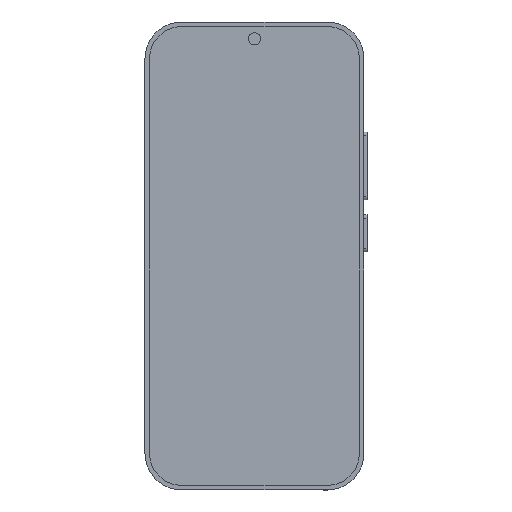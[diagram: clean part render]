
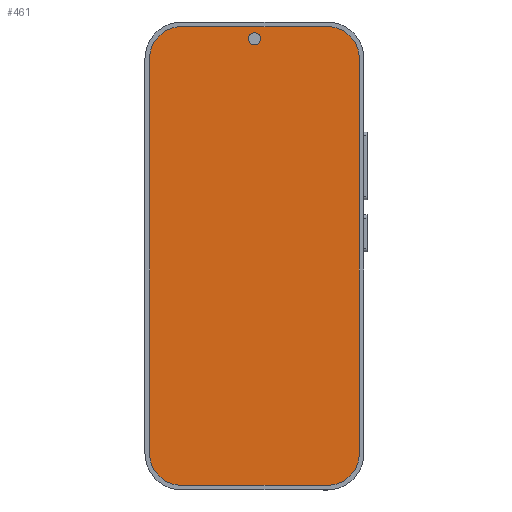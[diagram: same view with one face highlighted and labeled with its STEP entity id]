
A CAD part, top view. The second image highlights one B-rep face of the part: STEP entity #461.
In plain terms, the highlighted planar face has unit normal (0, 0, 1).
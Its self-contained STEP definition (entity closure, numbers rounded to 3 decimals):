
#36 = ORIENTED_EDGE ( 'NONE', *, *, #567, .T. ) ;
#67 = DIRECTION ( 'NONE',  ( 1., 0., 0. ) ) ;
#103 = VERTEX_POINT ( 'NONE', #654 ) ;
#131 = CARTESIAN_POINT ( 'NONE',  ( -23.75, -64.4, 0.01 ) ) ;
#176 = VECTOR ( 'NONE', #2971, 1000. ) ;
#186 = CARTESIAN_POINT ( 'NONE',  ( 34.25, 64.4, 0.01 ) ) ;
#262 = EDGE_CURVE ( 'NONE', #2442, #2644, #2525, .T. ) ;
#369 = DIRECTION ( 'NONE',  ( 1., 0., 0. ) ) ;
#461 = ADVANCED_FACE ( 'NONE', ( #661, #2270 ), #3888, .T. ) ;
#524 = DIRECTION ( 'NONE',  ( 0., 1., 0. ) ) ;
#536 = CARTESIAN_POINT ( 'NONE',  ( 23.75, 74.9, 0.01 ) ) ;
#567 = EDGE_CURVE ( 'NONE', #1799, #2442, #1927, .T. ) ;
#611 = CIRCLE ( 'NONE', #1156, 10.5 ) ;
#654 = CARTESIAN_POINT ( 'NONE',  ( 23.75, 74.9, 0.01 ) ) ;
#661 = FACE_OUTER_BOUND ( 'NONE', #3726, .T. ) ;
#676 = VECTOR ( 'NONE', #524, 1000. ) ;
#896 = EDGE_CURVE ( 'NONE', #3640, #3262, #4058, .T. ) ;
#948 = CARTESIAN_POINT ( 'NONE',  ( 23.75, -74.9, 0.01 ) ) ;
#992 = CARTESIAN_POINT ( 'NONE',  ( -34.25, 64.4, 0.01 ) ) ;
#1013 = DIRECTION ( 'NONE',  ( 1., 0., 0. ) ) ;
#1032 = EDGE_CURVE ( 'NONE', #2644, #4140, #3540, .T. ) ;
#1098 = CIRCLE ( 'NONE', #2609, 2. ) ;
#1101 = AXIS2_PLACEMENT_3D ( 'NONE', #2535, #2598, #3839 ) ;
#1106 = CARTESIAN_POINT ( 'NONE',  ( -34.25, 64.4, 0.01 ) ) ;
#1112 = EDGE_LOOP ( 'NONE', ( #1374, #2271 ) ) ;
#1136 = CARTESIAN_POINT ( 'NONE',  ( -23.75, 74.9, 0.01 ) ) ;
#1142 = CARTESIAN_POINT ( 'NONE',  ( 2., 70.9, 0.01 ) ) ;
#1156 = AXIS2_PLACEMENT_3D ( 'NONE', #3252, #3292, #67 ) ;
#1194 = AXIS2_PLACEMENT_3D ( 'NONE', #1298, #2263, #2240 ) ;
#1245 = ORIENTED_EDGE ( 'NONE', *, *, #262, .T. ) ;
#1298 = CARTESIAN_POINT ( 'NONE',  ( 0., 70.9, 0.01 ) ) ;
#1307 = VERTEX_POINT ( 'NONE', #1440 ) ;
#1374 = ORIENTED_EDGE ( 'NONE', *, *, #2209, .T. ) ;
#1440 = CARTESIAN_POINT ( 'NONE',  ( 34.25, -64.4, 0.01 ) ) ;
#1473 = DIRECTION ( 'NONE',  ( 0., 0., 1. ) ) ;
#1497 = DIRECTION ( 'NONE',  ( 1., 0., 0. ) ) ;
#1514 = DIRECTION ( 'NONE',  ( -1., 0., 0. ) ) ;
#1608 = DIRECTION ( 'NONE',  ( 0., -1., 0. ) ) ;
#1646 = ORIENTED_EDGE ( 'NONE', *, *, #3767, .T. ) ;
#1772 = AXIS2_PLACEMENT_3D ( 'NONE', #131, #1473, #2780 ) ;
#1799 = VERTEX_POINT ( 'NONE', #1106 ) ;
#1927 = LINE ( 'NONE', #992, #2584 ) ;
#1960 = ORIENTED_EDGE ( 'NONE', *, *, #2244, .T. ) ;
#1983 = CARTESIAN_POINT ( 'NONE',  ( -23.75, -74.9, 0.01 ) ) ;
#1988 = ORIENTED_EDGE ( 'NONE', *, *, #2782, .T. ) ;
#2141 = DIRECTION ( 'NONE',  ( 0., 0., -1. ) ) ;
#2209 = EDGE_CURVE ( 'NONE', #3262, #3640, #1098, .T. ) ;
#2240 = DIRECTION ( 'NONE',  ( 1., 0., 0. ) ) ;
#2244 = EDGE_CURVE ( 'NONE', #103, #2795, #3467, .T. ) ;
#2263 = DIRECTION ( 'NONE',  ( 0., 0., -1. ) ) ;
#2270 = FACE_BOUND ( 'NONE', #1112, .T. ) ;
#2271 = ORIENTED_EDGE ( 'NONE', *, *, #896, .T. ) ;
#2307 = VERTEX_POINT ( 'NONE', #186 ) ;
#2398 = LINE ( 'NONE', #2769, #676 ) ;
#2442 = VERTEX_POINT ( 'NONE', #3915 ) ;
#2449 = EDGE_CURVE ( 'NONE', #2307, #103, #2945, .T. ) ;
#2455 = AXIS2_PLACEMENT_3D ( 'NONE', #2612, #3883, #1013 ) ;
#2503 = CARTESIAN_POINT ( 'NONE',  ( -2., 70.9, 0.01 ) ) ;
#2525 = CIRCLE ( 'NONE', #1772, 10.5 ) ;
#2535 = CARTESIAN_POINT ( 'NONE',  ( 23.75, 64.4, 0.01 ) ) ;
#2584 = VECTOR ( 'NONE', #1608, 1000. ) ;
#2598 = DIRECTION ( 'NONE',  ( 0., 0., 1. ) ) ;
#2609 = AXIS2_PLACEMENT_3D ( 'NONE', #4011, #2141, #1497 ) ;
#2612 = CARTESIAN_POINT ( 'NONE',  ( 23.75, -64.4, 0.01 ) ) ;
#2615 = CARTESIAN_POINT ( 'NONE',  ( 23.75, 64.4, 0.01 ) ) ;
#2644 = VERTEX_POINT ( 'NONE', #3278 ) ;
#2769 = CARTESIAN_POINT ( 'NONE',  ( 34.25, -64.4, 0.01 ) ) ;
#2780 = DIRECTION ( 'NONE',  ( 1., 0., 0. ) ) ;
#2782 = EDGE_CURVE ( 'NONE', #1307, #2307, #2398, .T. ) ;
#2795 = VERTEX_POINT ( 'NONE', #1136 ) ;
#2901 = AXIS2_PLACEMENT_3D ( 'NONE', #2615, #4190, #369 ) ;
#2945 = CIRCLE ( 'NONE', #1101, 10.5 ) ;
#2971 = DIRECTION ( 'NONE',  ( 1., 0., 0. ) ) ;
#3054 = ORIENTED_EDGE ( 'NONE', *, *, #3714, .T. ) ;
#3252 = CARTESIAN_POINT ( 'NONE',  ( -23.75, 64.4, 0.01 ) ) ;
#3261 = ORIENTED_EDGE ( 'NONE', *, *, #2449, .T. ) ;
#3262 = VERTEX_POINT ( 'NONE', #1142 ) ;
#3278 = CARTESIAN_POINT ( 'NONE',  ( -23.75, -74.9, 0.01 ) ) ;
#3284 = ORIENTED_EDGE ( 'NONE', *, *, #1032, .T. ) ;
#3292 = DIRECTION ( 'NONE',  ( 0., 0., 1. ) ) ;
#3467 = LINE ( 'NONE', #536, #3504 ) ;
#3504 = VECTOR ( 'NONE', #1514, 1000. ) ;
#3540 = LINE ( 'NONE', #1983, #176 ) ;
#3640 = VERTEX_POINT ( 'NONE', #2503 ) ;
#3714 = EDGE_CURVE ( 'NONE', #4140, #1307, #4161, .T. ) ;
#3726 = EDGE_LOOP ( 'NONE', ( #1988, #3261, #1960, #1646, #36, #1245, #3284, #3054 ) ) ;
#3767 = EDGE_CURVE ( 'NONE', #2795, #1799, #611, .T. ) ;
#3839 = DIRECTION ( 'NONE',  ( 1., 0., 0. ) ) ;
#3883 = DIRECTION ( 'NONE',  ( 0., 0., 1. ) ) ;
#3888 = PLANE ( 'NONE',  #2901 ) ;
#3915 = CARTESIAN_POINT ( 'NONE',  ( -34.25, -64.4, 0.01 ) ) ;
#4011 = CARTESIAN_POINT ( 'NONE',  ( 0., 70.9, 0.01 ) ) ;
#4058 = CIRCLE ( 'NONE', #1194, 2. ) ;
#4140 = VERTEX_POINT ( 'NONE', #948 ) ;
#4161 = CIRCLE ( 'NONE', #2455, 10.5 ) ;
#4190 = DIRECTION ( 'NONE',  ( 0., 0., 1. ) ) ;
